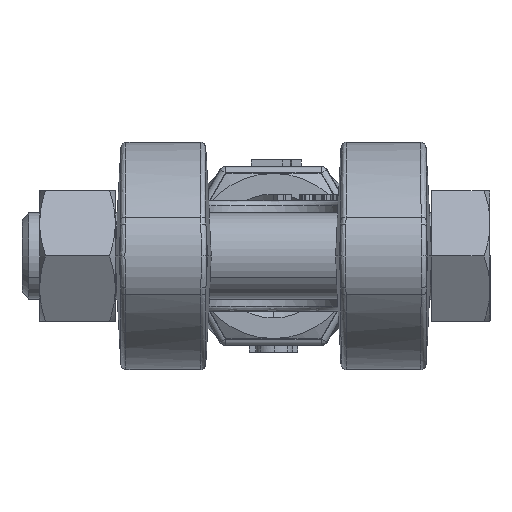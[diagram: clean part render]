
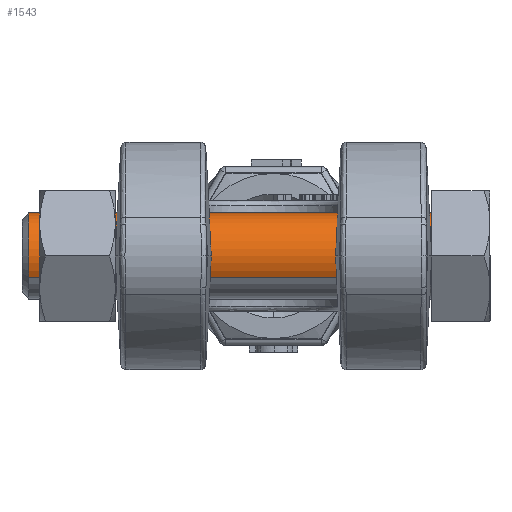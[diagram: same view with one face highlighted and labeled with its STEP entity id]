
A CAD part, left-side view. The second image highlights one B-rep face of the part: STEP entity #1543.
In plain terms, the highlighted cylindrical face has radius 6.25 mm (diameter 12.5 mm), a partial arc.
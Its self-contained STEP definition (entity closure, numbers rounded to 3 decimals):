
#1543=ADVANCED_FACE('',(#3550),#3551,.T.);
#3550=FACE_OUTER_BOUND('',#17166,.T.);
#3551=CYLINDRICAL_SURFACE('',#17167,6.25);
#17166=EDGE_LOOP('',(#23701,#23702,#23703,#23704));
#17167=AXIS2_PLACEMENT_3D('',#23705,#23706,#23707);
#23701=ORIENTED_EDGE('',*,*,#26676,.F.);
#23702=ORIENTED_EDGE('',*,*,#26675,.T.);
#23703=ORIENTED_EDGE('',*,*,#26677,.F.);
#23704=ORIENTED_EDGE('',*,*,#26678,.T.);
#23705=CARTESIAN_POINT('',(-216.5,36.53,0.));
#23706=DIRECTION('',(0.0,-1.0,-0.0));
#23707=DIRECTION('',(0.866,0.0,0.5));
#26675=EDGE_CURVE('',#30596,#30600,#30602,.T.);
#26676=EDGE_CURVE('',#30596,#30603,#30604,.T.);
#26677=EDGE_CURVE('',#30605,#30600,#30606,.T.);
#26678=EDGE_CURVE('',#30605,#30603,#30607,.T.);
#30596=VERTEX_POINT('',#46407);
#30600=VERTEX_POINT('',#46412);
#30602=CIRCLE('',#46415,6.25);
#30603=VERTEX_POINT('',#46416);
#30604=LINE('',#46417,#46418);
#30605=VERTEX_POINT('',#46419);
#30606=LINE('',#46420,#46421);
#30607=CIRCLE('',#46422,6.25);
#46407=CARTESIAN_POINT('',(-211.087,35.53,3.125));
#46412=CARTESIAN_POINT('',(-221.913,35.53,-3.125));
#46415=AXIS2_PLACEMENT_3D('',#49588,#49589,#49590);
#46416=CARTESIAN_POINT('',(-211.087,-22.97,3.125));
#46417=CARTESIAN_POINT('',(-211.087,6.28,3.125));
#46418=VECTOR('',#49591,1.0);
#46419=CARTESIAN_POINT('',(-221.913,-22.97,-3.125));
#46420=CARTESIAN_POINT('',(-221.913,6.28,-3.125));
#46421=VECTOR('',#49592,1.0);
#46422=AXIS2_PLACEMENT_3D('',#49593,#49594,#49595);
#49588=CARTESIAN_POINT('',(-216.5,35.53,0.));
#49589=DIRECTION('',(0.0,-1.0,0.0));
#49590=DIRECTION('',(0.866,0.0,0.5));
#49591=DIRECTION('',(-0.0,-1.0,-0.0));
#49592=DIRECTION('',(0.0,1.0,0.0));
#49593=CARTESIAN_POINT('',(-216.5,-22.97,0.));
#49594=DIRECTION('',(-0.0,1.0,0.0));
#49595=DIRECTION('',(0.866,0.0,0.5));
